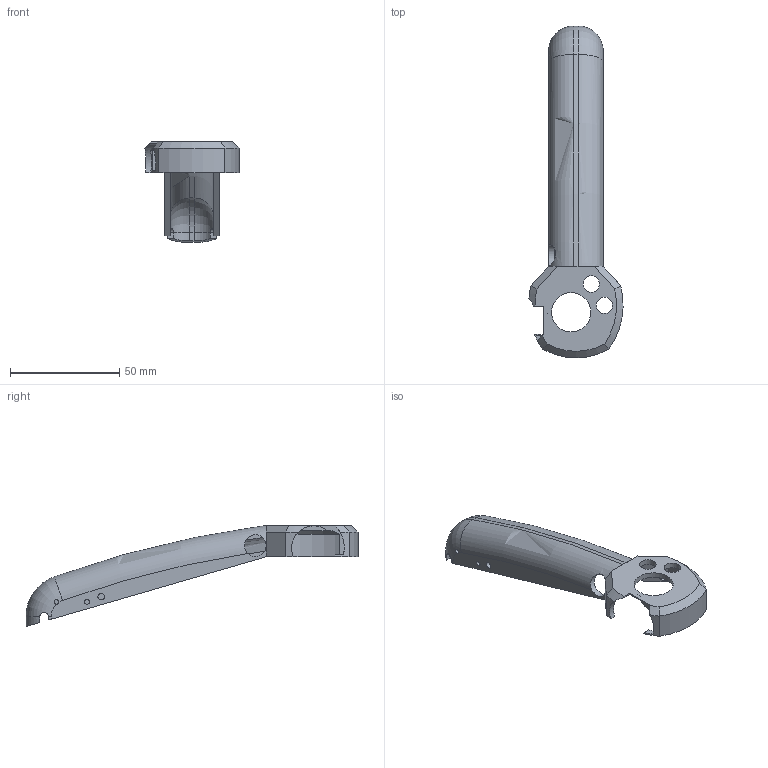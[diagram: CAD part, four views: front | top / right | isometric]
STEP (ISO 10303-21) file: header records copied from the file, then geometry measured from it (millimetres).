
FILE_DESCRIPTION(/* description */ ('STEP AP242','CAx-IF Rec.Pracs.---Representation and Presentation of Product Manufacturing Information (PMI)---4.0---2014-10-13','CAx-IF Rec.Pracs.---3D Tessellated Geometry---0.4---2014-09-14','2;1'),/* implementation_level */ '2;1');
FILE_NAME(/* name */ '68521bd8a033cf7288cd4d0c',/* time_stamp */ '2025-06-18T01:52:24Z',/* author */ (''),/* organization */ (''),/* preprocessor_version */ 'ST-DEVELOPER v20',/* originating_system */ 'ONSHAPE BY PTC INC, 1.199',/* authorisation */ ' ');
FILE_SCHEMA (('AP242_MANAGED_MODEL_BASED_3D_ENGINEERING_MIM_LF { 1 0 10303 442 1 1 4 }'));
Length unit declared in the file: metre
Products named in the file (1): Controller Top
Bounding box: 43.14 x 152.18 x 46.29 mm (x, y, z)
Volume: 18181.4 mm3; surface area: 16182.7 mm2
Topology: 1 solids, 1 shells, 86 faces, 247 edges, 158 vertices
Faces by surface type: cylinder 36, plane 34, cone 8, torus 8
Full cylindrical faces by diameter (mm): 2.2 x4, 3 x1, 4 x2, 7.5 x2, 10 x1, 18 x1
Entity records: 2872 total; most frequent: CARTESIAN_POINT 650, ORIENTED_EDGE 458, DIRECTION 455, EDGE_CURVE 229, AXIS2_PLACEMENT_3D 181, VERTEX_POINT 151, EDGE_LOOP 114, FACE_BOUND 114
